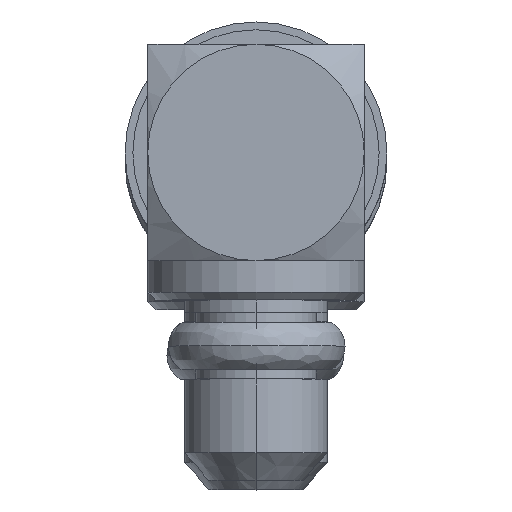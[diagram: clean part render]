
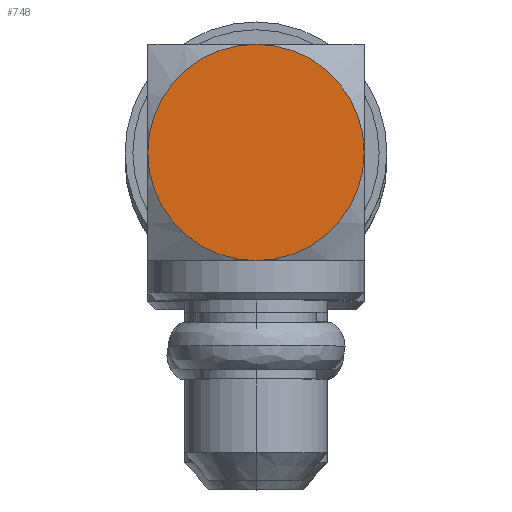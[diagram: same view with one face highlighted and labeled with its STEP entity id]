
A CAD part, top view. The second image highlights one B-rep face of the part: STEP entity #748.
In plain terms, the highlighted face is planar.
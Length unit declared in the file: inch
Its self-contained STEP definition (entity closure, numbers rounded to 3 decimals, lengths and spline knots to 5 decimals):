
#122 = CARTESIAN_POINT ( 'NONE',  ( -0.069, 0.069, 0. ) ) ;
#128 = DIRECTION ( 'NONE',  ( 0., 0., -1. ) ) ;
#230 = DIRECTION ( 'NONE',  ( 1., 0., 0. ) ) ;
#256 = PLANE ( 'NONE',  #4560 ) ;
#397 = EDGE_LOOP ( 'NONE', ( #4628, #1773, #3643, #1818 ) ) ;
#402 = DIRECTION ( 'NONE',  ( 0., 0., -1. ) ) ;
#609 = DIRECTION ( 'NONE',  ( 1., 0., 0. ) ) ;
#617 = CARTESIAN_POINT ( 'NONE',  ( -0.069, 0., 0.069 ) ) ;
#712 = AXIS2_PLACEMENT_3D ( 'NONE', #4250, #3452, #3096 ) ;
#748 = ADVANCED_FACE ( 'NONE', ( #3630 ), #256, .F. ) ;
#901 = EDGE_CURVE ( 'NONE', #3892, #4415, #1307, .T. ) ;
#1127 = DIRECTION ( 'NONE',  ( 1., 0., 0. ) ) ;
#1307 = CIRCLE ( 'NONE', #3525, 0.069 ) ;
#1372 = DIRECTION ( 'NONE',  ( 0., 0., -1. ) ) ;
#1714 = CIRCLE ( 'NONE', #4487, 0.069 ) ;
#1744 = CARTESIAN_POINT ( 'NONE',  ( -0.069, -0.069, 0.069 ) ) ;
#1773 = ORIENTED_EDGE ( 'NONE', *, *, #4411, .F. ) ;
#1798 = EDGE_CURVE ( 'NONE', #2169, #2209, #1714, .T. ) ;
#1818 = ORIENTED_EDGE ( 'NONE', *, *, #3963, .F. ) ;
#2169 = VERTEX_POINT ( 'NONE', #122 ) ;
#2209 = VERTEX_POINT ( 'NONE', #617 ) ;
#2678 = CIRCLE ( 'NONE', #3078, 0.069 ) ;
#2759 = CARTESIAN_POINT ( 'NONE',  ( -0.069, 0., 0. ) ) ;
#2833 = CIRCLE ( 'NONE', #712, 0.069 ) ;
#3047 = CARTESIAN_POINT ( 'NONE',  ( -0.069, -0.069, 0. ) ) ;
#3078 = AXIS2_PLACEMENT_3D ( 'NONE', #4372, #609, #4062 ) ;
#3096 = DIRECTION ( 'NONE',  ( 0., 0., -1. ) ) ;
#3261 = DIRECTION ( 'NONE',  ( 1., 0., 0. ) ) ;
#3452 = DIRECTION ( 'NONE',  ( 1., 0., 0. ) ) ;
#3525 = AXIS2_PLACEMENT_3D ( 'NONE', #4521, #1127, #402 ) ;
#3630 = FACE_OUTER_BOUND ( 'NONE', #397, .T. ) ;
#3643 = ORIENTED_EDGE ( 'NONE', *, *, #1798, .F. ) ;
#3690 = CARTESIAN_POINT ( 'NONE',  ( -0.069, 0., -0.069 ) ) ;
#3892 = VERTEX_POINT ( 'NONE', #3047 ) ;
#3963 = EDGE_CURVE ( 'NONE', #4415, #2169, #2833, .T. ) ;
#4062 = DIRECTION ( 'NONE',  ( 0., 0., -1. ) ) ;
#4250 = CARTESIAN_POINT ( 'NONE',  ( -0.069, 0., 0. ) ) ;
#4372 = CARTESIAN_POINT ( 'NONE',  ( -0.069, 0., 0. ) ) ;
#4411 = EDGE_CURVE ( 'NONE', #2209, #3892, #2678, .T. ) ;
#4415 = VERTEX_POINT ( 'NONE', #3690 ) ;
#4487 = AXIS2_PLACEMENT_3D ( 'NONE', #2759, #230, #128 ) ;
#4521 = CARTESIAN_POINT ( 'NONE',  ( -0.069, 0., 0. ) ) ;
#4560 = AXIS2_PLACEMENT_3D ( 'NONE', #1744, #3261, #1372 ) ;
#4628 = ORIENTED_EDGE ( 'NONE', *, *, #901, .F. ) ;
